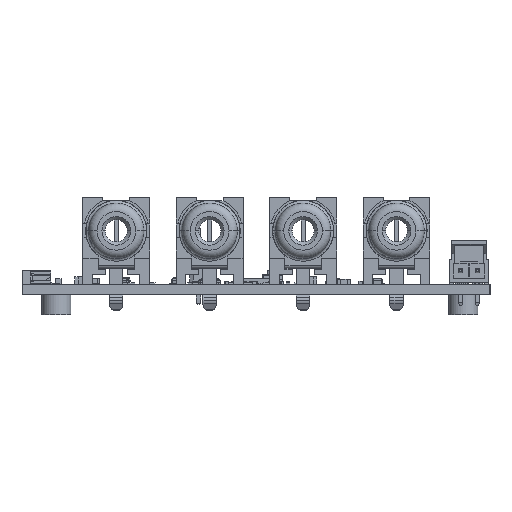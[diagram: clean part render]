
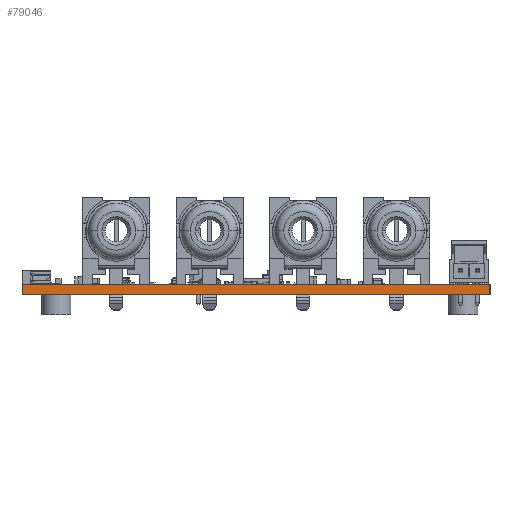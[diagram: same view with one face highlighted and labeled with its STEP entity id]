
A CAD part, left-side view. The second image highlights one B-rep face of the part: STEP entity #79046.
In plain terms, the highlighted planar face has unit normal (-1, 0, 0).
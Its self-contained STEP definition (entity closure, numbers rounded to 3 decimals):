
#78990 = VERTEX_POINT('',#78991);
#78991 = CARTESIAN_POINT('',(111.7,-126.,1.51));
#78997 = EDGE_CURVE('',#78998,#78990,#79000,.T.);
#78998 = VERTEX_POINT('',#78999);
#78999 = CARTESIAN_POINT('',(111.7,-126.,0.));
#79000 = LINE('',#79001,#79002);
#79001 = CARTESIAN_POINT('',(111.7,-126.,0.));
#79002 = VECTOR('',#79003,1.);
#79003 = DIRECTION('',(0.,0.,1.));
#79046 = ADVANCED_FACE('',(#79047),#79072,.T.);
#79047 = FACE_BOUND('',#79048,.T.);
#79048 = EDGE_LOOP('',(#79049,#79050,#79058,#79066));
#79049 = ORIENTED_EDGE('',*,*,#78997,.T.);
#79050 = ORIENTED_EDGE('',*,*,#79051,.T.);
#79051 = EDGE_CURVE('',#78990,#79052,#79054,.T.);
#79052 = VERTEX_POINT('',#79053);
#79053 = CARTESIAN_POINT('',(111.7,-56.,1.51));
#79054 = LINE('',#79055,#79056);
#79055 = CARTESIAN_POINT('',(111.7,-126.,1.51));
#79056 = VECTOR('',#79057,1.);
#79057 = DIRECTION('',(0.,1.,0.));
#79058 = ORIENTED_EDGE('',*,*,#79059,.F.);
#79059 = EDGE_CURVE('',#79060,#79052,#79062,.T.);
#79060 = VERTEX_POINT('',#79061);
#79061 = CARTESIAN_POINT('',(111.7,-56.,0.));
#79062 = LINE('',#79063,#79064);
#79063 = CARTESIAN_POINT('',(111.7,-56.,0.));
#79064 = VECTOR('',#79065,1.);
#79065 = DIRECTION('',(0.,0.,1.));
#79066 = ORIENTED_EDGE('',*,*,#79067,.F.);
#79067 = EDGE_CURVE('',#78998,#79060,#79068,.T.);
#79068 = LINE('',#79069,#79070);
#79069 = CARTESIAN_POINT('',(111.7,-126.,0.));
#79070 = VECTOR('',#79071,1.);
#79071 = DIRECTION('',(0.,1.,0.));
#79072 = PLANE('',#79073);
#79073 = AXIS2_PLACEMENT_3D('',#79074,#79075,#79076);
#79074 = CARTESIAN_POINT('',(111.7,-126.,0.));
#79075 = DIRECTION('',(-1.,0.,0.));
#79076 = DIRECTION('',(0.,1.,0.));
